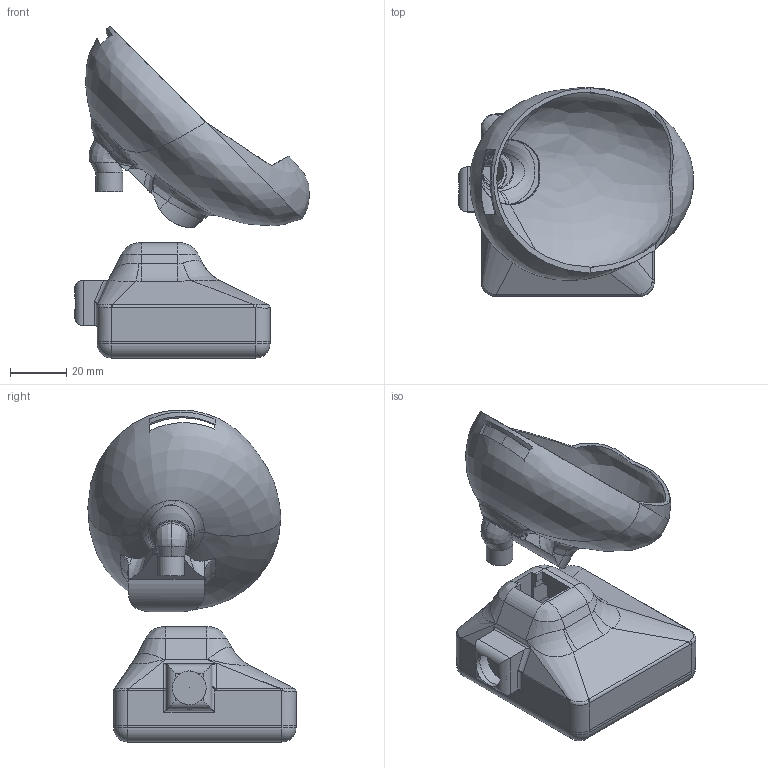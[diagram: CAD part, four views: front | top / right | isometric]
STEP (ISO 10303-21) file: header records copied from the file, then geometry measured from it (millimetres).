
FILE_DESCRIPTION(/* description */ (''),/* implementation_level */ '2;1');
FILE_NAME(/* name */ 'Assembly.step',/* time_stamp */ '2023-02-01T17:11:09-06:00',/* author */ (''),/* organization */ (''),/* preprocessor_version */ 'ST-DEVELOPER v19.2',/* originating_system */ 'Autodesk Translation Framework v11.17.0.187',/* authorisation */ '');
FILE_SCHEMA (('AUTOMOTIVE_DESIGN { 1 0 10303 214 3 1 1 }'));
Products named in the file (3): Assembly; casingtop_v8_; funnelravamp_
Assembly tree (2 placements, depth 2):
  Assembly
    casingtop_v8_
    funnelravamp_
Bounding box: 83.13 x 73.75 x 117.6 mm (x, y, z)
Volume: 74985.5 mm3; surface area: 51255.9 mm2
Topology: 3 solids, 3 shells, 859 faces, 2333 edges, 1508 vertices
Faces by surface type: plane 513, bspline 246, cylinder 89, sphere 5, cone 4, torus 2
Full cylindrical faces by diameter (mm): 0.017 x1, 3.648 x3, 4.177 x6, 7.5 x1, 7.64 x3, 9.5 x1, 12 x1, 15.017 x1
Entity records: 50492 total; most frequent: CARTESIAN_POINT 29861, ORIENTED_EDGE 4666, DIRECTION 3630, EDGE_CURVE 2333, LINE 1572, VECTOR 1572, VERTEX_POINT 1508, AXIS2_PLACEMENT_3D 1029
